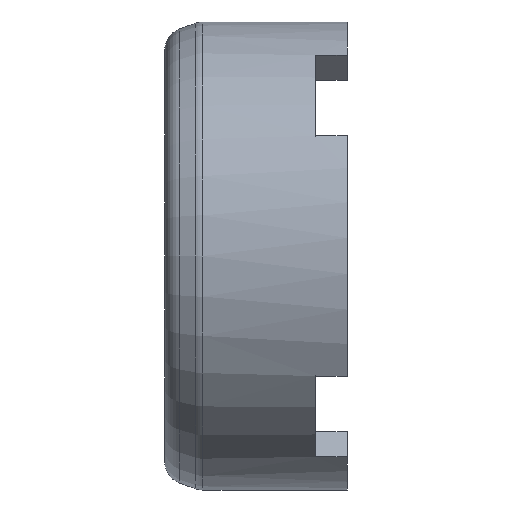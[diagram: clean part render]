
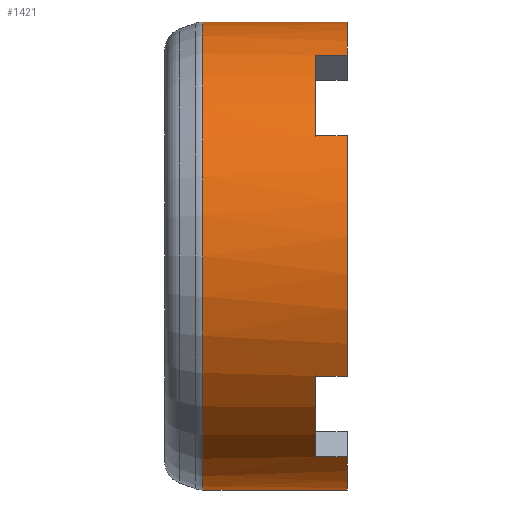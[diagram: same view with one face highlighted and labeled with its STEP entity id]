
A CAD part, left-side view. The second image highlights one B-rep face of the part: STEP entity #1421.
In plain terms, the highlighted cylindrical face has radius 10.25 mm (diameter 20.5 mm), a partial arc.
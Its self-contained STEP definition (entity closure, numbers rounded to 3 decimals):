
#11 = ORIENTED_EDGE ( 'NONE', *, *, #1326, .T. ) ;
#20 = ORIENTED_EDGE ( 'NONE', *, *, #462, .F. ) ;
#28 = CARTESIAN_POINT ( 'NONE',  ( 0., 8., -10.25 ) ) ;
#42 = VERTEX_POINT ( 'NONE', #929 ) ;
#61 = ORIENTED_EDGE ( 'NONE', *, *, #264, .F. ) ;
#64 = DIRECTION ( 'NONE',  ( 0., 0., 1. ) ) ;
#67 = CYLINDRICAL_SURFACE ( 'NONE', #225, 10.25 ) ;
#70 = VERTEX_POINT ( 'NONE', #1896 ) ;
#90 = DIRECTION ( 'NONE',  ( 0., -1., 0. ) ) ;
#126 = DIRECTION ( 'NONE',  ( 0., 0., 1. ) ) ;
#164 = CARTESIAN_POINT ( 'NONE',  ( 0., 0., -10.25 ) ) ;
#178 = EDGE_CURVE ( 'NONE', #2122, #518, #1473, .T. ) ;
#179 = VERTEX_POINT ( 'NONE', #466 ) ;
#193 = CARTESIAN_POINT ( 'NONE',  ( -5.261, 1.4, 8.797 ) ) ;
#225 = AXIS2_PLACEMENT_3D ( 'NONE', #2066, #718, #1720 ) ;
#264 = EDGE_CURVE ( 'NONE', #179, #70, #475, .T. ) ;
#268 = EDGE_CURVE ( 'NONE', #823, #1448, #1690, .T. ) ;
#289 = CARTESIAN_POINT ( 'NONE',  ( 0., 6.324, 10.25 ) ) ;
#353 = ORIENTED_EDGE ( 'NONE', *, *, #178, .T. ) ;
#367 = CARTESIAN_POINT ( 'NONE',  ( -5.261, 1.4, -8.797 ) ) ;
#368 = CIRCLE ( 'NONE', #1569, 10.25 ) ;
#446 = CIRCLE ( 'NONE', #1587, 10.25 ) ;
#462 = EDGE_CURVE ( 'NONE', #764, #42, #652, .T. ) ;
#466 = CARTESIAN_POINT ( 'NONE',  ( -8.797, 1.4, -5.261 ) ) ;
#474 = ORIENTED_EDGE ( 'NONE', *, *, #773, .F. ) ;
#475 = CIRCLE ( 'NONE', #517, 10.25 ) ;
#517 = AXIS2_PLACEMENT_3D ( 'NONE', #2098, #1142, #1952 ) ;
#518 = VERTEX_POINT ( 'NONE', #689 ) ;
#527 = CARTESIAN_POINT ( 'NONE',  ( 0., 0., 0. ) ) ;
#563 = CARTESIAN_POINT ( 'NONE',  ( 0., 6.324, 0. ) ) ;
#564 = EDGE_CURVE ( 'NONE', #1848, #823, #1078, .T. ) ;
#626 = CARTESIAN_POINT ( 'NONE',  ( -8.797, 1.4, -5.261 ) ) ;
#632 = CARTESIAN_POINT ( 'NONE',  ( 0., 1.4, 0. ) ) ;
#649 = EDGE_CURVE ( 'NONE', #179, #955, #1297, .T. ) ;
#650 = AXIS2_PLACEMENT_3D ( 'NONE', #527, #1669, #1182 ) ;
#652 = LINE ( 'NONE', #1311, #1048 ) ;
#689 = CARTESIAN_POINT ( 'NONE',  ( -5.261, 0., 8.797 ) ) ;
#718 = DIRECTION ( 'NONE',  ( 0., -1., 0. ) ) ;
#720 = DIRECTION ( 'NONE',  ( 0., -1., 0. ) ) ;
#764 = VERTEX_POINT ( 'NONE', #289 ) ;
#773 = EDGE_CURVE ( 'NONE', #1187, #2116, #1775, .T. ) ;
#823 = VERTEX_POINT ( 'NONE', #164 ) ;
#831 = CARTESIAN_POINT ( 'NONE',  ( 0., 0., 0. ) ) ;
#869 = AXIS2_PLACEMENT_3D ( 'NONE', #632, #1124, #1265 ) ;
#929 = CARTESIAN_POINT ( 'NONE',  ( 0., 0., 10.25 ) ) ;
#948 = DIRECTION ( 'NONE',  ( 0., 1., 0. ) ) ;
#954 = VECTOR ( 'NONE', #1800, 1000. ) ;
#955 = VERTEX_POINT ( 'NONE', #1395 ) ;
#986 = DIRECTION ( 'NONE',  ( 0., 0., 1. ) ) ;
#990 = CARTESIAN_POINT ( 'NONE',  ( -8.797, 1.4, 5.261 ) ) ;
#1009 = DIRECTION ( 'NONE',  ( 0., -1., 0. ) ) ;
#1012 = CARTESIAN_POINT ( 'NONE',  ( -8.797, 0., 5.261 ) ) ;
#1048 = VECTOR ( 'NONE', #1973, 1000. ) ;
#1058 = FACE_OUTER_BOUND ( 'NONE', #1702, .T. ) ;
#1062 = CARTESIAN_POINT ( 'NONE',  ( 0., 6.324, -10.25 ) ) ;
#1078 = LINE ( 'NONE', #28, #1651 ) ;
#1114 = VECTOR ( 'NONE', #720, 1000. ) ;
#1124 = DIRECTION ( 'NONE',  ( 0., -1., 0. ) ) ;
#1142 = DIRECTION ( 'NONE',  ( 0., -1., 0. ) ) ;
#1163 = ORIENTED_EDGE ( 'NONE', *, *, #1607, .T. ) ;
#1166 = EDGE_CURVE ( 'NONE', #2122, #1187, #1246, .T. ) ;
#1176 = VECTOR ( 'NONE', #1319, 1000. ) ;
#1182 = DIRECTION ( 'NONE',  ( 0., 0., 1. ) ) ;
#1187 = VERTEX_POINT ( 'NONE', #1782 ) ;
#1220 = EDGE_CURVE ( 'NONE', #955, #2116, #446, .T. ) ;
#1246 = CIRCLE ( 'NONE', #869, 10.25 ) ;
#1265 = DIRECTION ( 'NONE',  ( 0., 0., -1. ) ) ;
#1297 = LINE ( 'NONE', #626, #954 ) ;
#1305 = ORIENTED_EDGE ( 'NONE', *, *, #268, .T. ) ;
#1308 = ORIENTED_EDGE ( 'NONE', *, *, #564, .T. ) ;
#1311 = CARTESIAN_POINT ( 'NONE',  ( 0., 8., 10.25 ) ) ;
#1319 = DIRECTION ( 'NONE',  ( 0., -1., 0. ) ) ;
#1322 = CARTESIAN_POINT ( 'NONE',  ( -5.261, 1.4, 8.797 ) ) ;
#1326 = EDGE_CURVE ( 'NONE', #764, #1848, #1925, .T. ) ;
#1395 = CARTESIAN_POINT ( 'NONE',  ( -8.797, 0., -5.261 ) ) ;
#1421 = ADVANCED_FACE ( 'NONE', ( #1058 ), #67, .T. ) ;
#1425 = ORIENTED_EDGE ( 'NONE', *, *, #2078, .F. ) ;
#1448 = VERTEX_POINT ( 'NONE', #1881 ) ;
#1450 = AXIS2_PLACEMENT_3D ( 'NONE', #563, #1542, #64 ) ;
#1473 = LINE ( 'NONE', #1322, #1482 ) ;
#1482 = VECTOR ( 'NONE', #1009, 1000. ) ;
#1542 = DIRECTION ( 'NONE',  ( 0., -1., 0. ) ) ;
#1544 = ORIENTED_EDGE ( 'NONE', *, *, #1166, .F. ) ;
#1569 = AXIS2_PLACEMENT_3D ( 'NONE', #2114, #948, #126 ) ;
#1587 = AXIS2_PLACEMENT_3D ( 'NONE', #831, #1965, #986 ) ;
#1607 = EDGE_CURVE ( 'NONE', #518, #42, #368, .T. ) ;
#1610 = ORIENTED_EDGE ( 'NONE', *, *, #1220, .T. ) ;
#1651 = VECTOR ( 'NONE', #90, 1000. ) ;
#1669 = DIRECTION ( 'NONE',  ( 0., 1., 0. ) ) ;
#1690 = CIRCLE ( 'NONE', #650, 10.25 ) ;
#1702 = EDGE_LOOP ( 'NONE', ( #20, #11, #1308, #1305, #1425, #61, #2071, #1610, #474, #1544, #353, #1163 ) ) ;
#1720 = DIRECTION ( 'NONE',  ( 0., 0., -1. ) ) ;
#1775 = LINE ( 'NONE', #990, #1176 ) ;
#1782 = CARTESIAN_POINT ( 'NONE',  ( -8.797, 1.4, 5.261 ) ) ;
#1800 = DIRECTION ( 'NONE',  ( 0., -1., 0. ) ) ;
#1848 = VERTEX_POINT ( 'NONE', #1062 ) ;
#1881 = CARTESIAN_POINT ( 'NONE',  ( -5.261, 0., -8.797 ) ) ;
#1896 = CARTESIAN_POINT ( 'NONE',  ( -5.261, 1.4, -8.797 ) ) ;
#1925 = CIRCLE ( 'NONE', #1450, 10.25 ) ;
#1952 = DIRECTION ( 'NONE',  ( 0., 0., -1. ) ) ;
#1965 = DIRECTION ( 'NONE',  ( 0., 1., 0. ) ) ;
#1973 = DIRECTION ( 'NONE',  ( 0., -1., 0. ) ) ;
#2003 = LINE ( 'NONE', #367, #1114 ) ;
#2066 = CARTESIAN_POINT ( 'NONE',  ( 0., 8., 0. ) ) ;
#2071 = ORIENTED_EDGE ( 'NONE', *, *, #649, .T. ) ;
#2078 = EDGE_CURVE ( 'NONE', #70, #1448, #2003, .T. ) ;
#2098 = CARTESIAN_POINT ( 'NONE',  ( 0., 1.4, 0. ) ) ;
#2114 = CARTESIAN_POINT ( 'NONE',  ( 0., 0., 0. ) ) ;
#2116 = VERTEX_POINT ( 'NONE', #1012 ) ;
#2122 = VERTEX_POINT ( 'NONE', #193 ) ;
